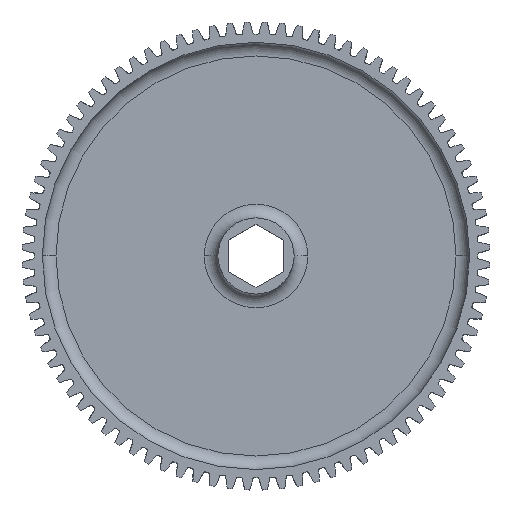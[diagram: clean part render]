
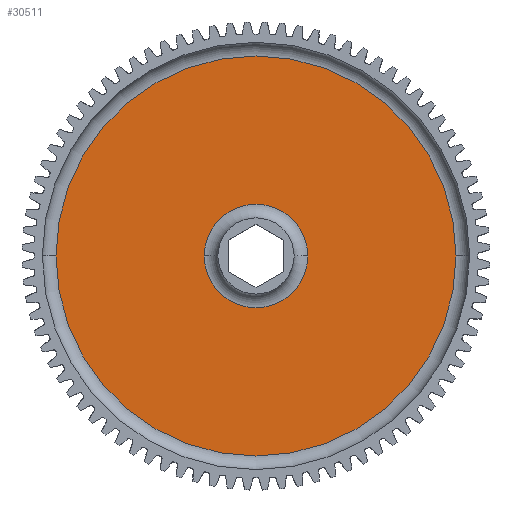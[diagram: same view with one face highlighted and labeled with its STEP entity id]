
A CAD part, top view. The second image highlights one B-rep face of the part: STEP entity #30511.
In plain terms, the highlighted planar face has unit normal (0, 0, 1).
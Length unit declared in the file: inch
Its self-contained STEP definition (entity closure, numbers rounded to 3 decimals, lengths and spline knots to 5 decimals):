
#155 = DIRECTION ( 'NONE',  ( 0., 0., 1. ) ) ;
#1096 = AXIS2_PLACEMENT_3D ( 'NONE', #11168, #28259, #30710 ) ;
#2502 = CARTESIAN_POINT ( 'NONE',  ( -0.475, 0., 0.045 ) ) ;
#3000 = EDGE_CURVE ( 'NONE', #16321, #5453, #28219, .T. ) ;
#3558 = VERTEX_POINT ( 'NONE', #2502 ) ;
#3578 = CIRCLE ( 'NONE', #23279, 1.8375 ) ;
#5137 = CARTESIAN_POINT ( 'NONE',  ( 0., 0., 0.045 ) ) ;
#5453 = VERTEX_POINT ( 'NONE', #10208 ) ;
#6363 = AXIS2_PLACEMENT_3D ( 'NONE', #9623, #12293, #26602 ) ;
#6539 = FACE_BOUND ( 'NONE', #28180, .T. ) ;
#7525 = CARTESIAN_POINT ( 'NONE',  ( 1.8375, 0., 0.045 ) ) ;
#9623 = CARTESIAN_POINT ( 'NONE',  ( 0., 0., 0.045 ) ) ;
#10208 = CARTESIAN_POINT ( 'NONE',  ( -1.8375, 0., 0.045 ) ) ;
#10913 = CARTESIAN_POINT ( 'NONE',  ( 0.475, 0., 0.045 ) ) ;
#11168 = CARTESIAN_POINT ( 'NONE',  ( 0., 0., 0.045 ) ) ;
#12204 = AXIS2_PLACEMENT_3D ( 'NONE', #5137, #14622, #22140 ) ;
#12293 = DIRECTION ( 'NONE',  ( 0., 0., 1. ) ) ;
#12888 = ORIENTED_EDGE ( 'NONE', *, *, #24777, .T. ) ;
#14622 = DIRECTION ( 'NONE',  ( 0., 0., -1. ) ) ;
#15168 = ORIENTED_EDGE ( 'NONE', *, *, #16528, .T. ) ;
#15319 = CARTESIAN_POINT ( 'NONE',  ( 0., 0., 0.045 ) ) ;
#16321 = VERTEX_POINT ( 'NONE', #7525 ) ;
#16528 = EDGE_CURVE ( 'NONE', #5453, #16321, #3578, .T. ) ;
#16531 = DIRECTION ( 'NONE',  ( 1., 0., 0. ) ) ;
#19040 = EDGE_LOOP ( 'NONE', ( #20466, #15168 ) ) ;
#19079 = CIRCLE ( 'NONE', #1096, 0.475 ) ;
#19457 = FACE_OUTER_BOUND ( 'NONE', #19040, .T. ) ;
#20466 = ORIENTED_EDGE ( 'NONE', *, *, #3000, .T. ) ;
#20709 = ORIENTED_EDGE ( 'NONE', *, *, #30549, .T. ) ;
#22140 = DIRECTION ( 'NONE',  ( 1., 0., 0. ) ) ;
#23279 = AXIS2_PLACEMENT_3D ( 'NONE', #15319, #27838, #25295 ) ;
#24777 = EDGE_CURVE ( 'NONE', #3558, #30665, #19079, .T. ) ;
#25295 = DIRECTION ( 'NONE',  ( 1., 0., 0. ) ) ;
#26602 = DIRECTION ( 'NONE',  ( 1., 0., 0. ) ) ;
#27838 = DIRECTION ( 'NONE',  ( 0., 0., 1. ) ) ;
#28180 = EDGE_LOOP ( 'NONE', ( #20709, #12888 ) ) ;
#28219 = CIRCLE ( 'NONE', #6363, 1.8375 ) ;
#28259 = DIRECTION ( 'NONE',  ( 0., 0., -1. ) ) ;
#28635 = CARTESIAN_POINT ( 'NONE',  ( 0., 0., 0.045 ) ) ;
#28900 = AXIS2_PLACEMENT_3D ( 'NONE', #28635, #155, #16531 ) ;
#29266 = PLANE ( 'NONE',  #28900 ) ;
#30511 = ADVANCED_FACE ( 'NONE', ( #6539, #19457 ), #29266, .T. ) ;
#30530 = CIRCLE ( 'NONE', #12204, 0.475 ) ;
#30549 = EDGE_CURVE ( 'NONE', #30665, #3558, #30530, .T. ) ;
#30665 = VERTEX_POINT ( 'NONE', #10913 ) ;
#30710 = DIRECTION ( 'NONE',  ( 1., 0., 0. ) ) ;
